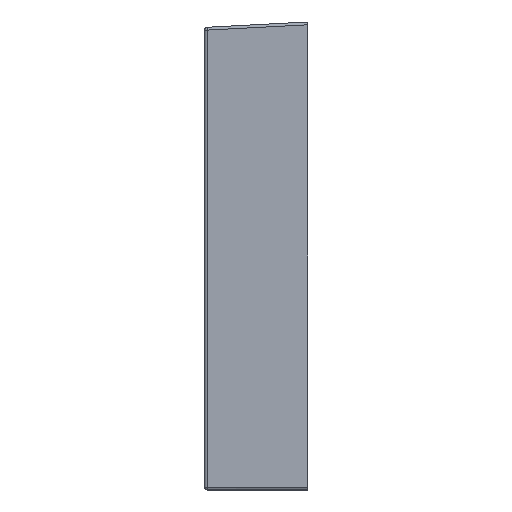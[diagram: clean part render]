
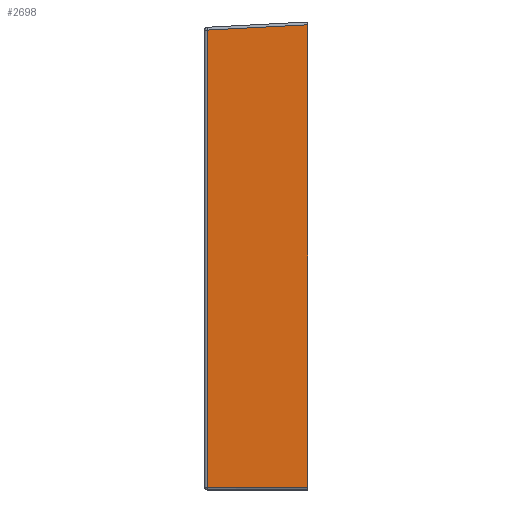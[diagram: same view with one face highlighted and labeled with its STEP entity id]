
A CAD part, left-side view. The second image highlights one B-rep face of the part: STEP entity #2698.
In plain terms, the highlighted planar face has unit normal (-1, 0.018, 0).
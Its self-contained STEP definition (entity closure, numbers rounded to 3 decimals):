
#531 = AXIS2_PLACEMENT_3D ( 'NONE', #7614, #2692, #1013 ) ;
#1013 = DIRECTION ( 'NONE',  ( -0.017, -1., 0. ) ) ;
#1586 = VECTOR ( 'NONE', #9775, 1000. ) ;
#1857 = ORIENTED_EDGE ( 'NONE', *, *, #9606, .T. ) ;
#1951 = VERTEX_POINT ( 'NONE', #9446 ) ;
#2511 = DIRECTION ( 'NONE',  ( 0.017, 0.998, -0.052 ) ) ;
#2692 = DIRECTION ( 'NONE',  ( -1., 0.017, 0. ) ) ;
#2698 = ADVANCED_FACE ( 'NONE', ( #3463 ), #10007, .T. ) ;
#3084 = VECTOR ( 'NONE', #2511, 1000. ) ;
#3144 = CARTESIAN_POINT ( 'NONE',  ( -400., -110., 247. ) ) ;
#3307 = CARTESIAN_POINT ( 'NONE',  ( -398.083, -0.157, 244.007 ) ) ;
#3463 = FACE_OUTER_BOUND ( 'NONE', #4428, .T. ) ;
#3850 = VERTEX_POINT ( 'NONE', #7639 ) ;
#4228 = EDGE_CURVE ( 'NONE', #3850, #1951, #5005, .T. ) ;
#4428 = EDGE_LOOP ( 'NONE', ( #8840, #6109, #10556, #1857 ) ) ;
#4472 = CARTESIAN_POINT ( 'NONE',  ( -398.08, 0., -244. ) ) ;
#5005 = LINE ( 'NONE', #3144, #7823 ) ;
#5295 = DIRECTION ( 'NONE',  ( -0.017, -1., 0. ) ) ;
#5573 = CARTESIAN_POINT ( 'NONE',  ( -398.131, -2.948, 244.153 ) ) ;
#6109 = ORIENTED_EDGE ( 'NONE', *, *, #9984, .T. ) ;
#6198 = LINE ( 'NONE', #3307, #3084 ) ;
#6399 = DIRECTION ( 'NONE',  ( 0., 0., -1. ) ) ;
#6737 = CARTESIAN_POINT ( 'NONE',  ( -398.131, -2.948, -244. ) ) ;
#6953 = VECTOR ( 'NONE', #5295, 1000. ) ;
#7598 = VERTEX_POINT ( 'NONE', #5573 ) ;
#7614 = CARTESIAN_POINT ( 'NONE',  ( -398.08, 0., 247. ) ) ;
#7639 = CARTESIAN_POINT ( 'NONE',  ( -400., -110., 249.763 ) ) ;
#7752 = LINE ( 'NONE', #4472, #6953 ) ;
#7823 = VECTOR ( 'NONE', #6399, 1000. ) ;
#7860 = EDGE_CURVE ( 'NONE', #7598, #10163, #9084, .T. ) ;
#8840 = ORIENTED_EDGE ( 'NONE', *, *, #4228, .F. ) ;
#9084 = LINE ( 'NONE', #9890, #1586 ) ;
#9446 = CARTESIAN_POINT ( 'NONE',  ( -400., -110., -244. ) ) ;
#9606 = EDGE_CURVE ( 'NONE', #10163, #1951, #7752, .T. ) ;
#9775 = DIRECTION ( 'NONE',  ( 0., 0., -1. ) ) ;
#9890 = CARTESIAN_POINT ( 'NONE',  ( -398.131, -2.948, 247. ) ) ;
#9984 = EDGE_CURVE ( 'NONE', #3850, #7598, #6198, .T. ) ;
#10007 = PLANE ( 'NONE',  #531 ) ;
#10163 = VERTEX_POINT ( 'NONE', #6737 ) ;
#10556 = ORIENTED_EDGE ( 'NONE', *, *, #7860, .T. ) ;
